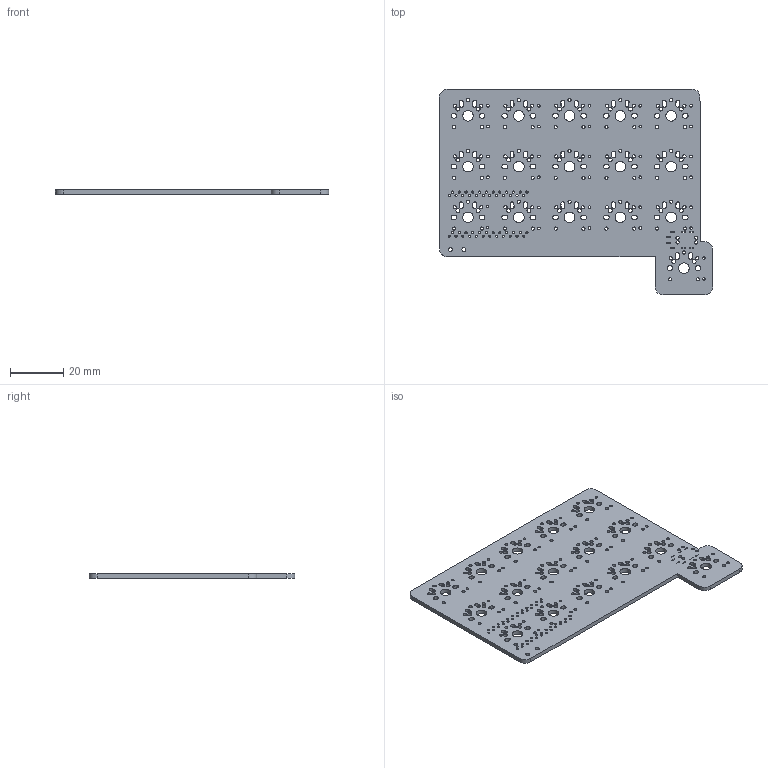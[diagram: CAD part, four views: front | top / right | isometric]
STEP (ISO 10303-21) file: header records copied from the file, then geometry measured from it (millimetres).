
FILE_DESCRIPTION(('KiCad electronic assembly'),'2;1');
FILE_NAME('pcb.step','2021-01-27T22:48:50',('An Author'),('A Company'), 'Open CASCADE STEP processor 6.9','KiCad to STEP converter','Unknown' );
FILE_SCHEMA(('AUTOMOTIVE_DESIGN { 1 0 10303 214 1 1 1 1 }'));
Length unit declared in the file: millimetre
Products named in the file (2): Open CASCADE STEP translator 6.9 1; COMPOUND
Assembly tree (1 placements, depth 2):
  Open CASCADE STEP translator 6.9 1
    COMPOUND
Bounding box: 102.56 x 77.22 x 1.6 mm (x, y, z)
Volume: 9383.6 mm3; surface area: 14444.4 mm2
Topology: 1 solids, 1 shells, 582 faces, 1740 edges, 1160 vertices
Faces by surface type: cylinder 556, plane 26
Full cylindrical faces by diameter (mm): 0.813 x48, 1 x32, 1.2 x84, 1.47 x32, 1.5 x2, 3.988 x16
Entity records: 43671 total; most frequent: CARTESIAN_POINT 7380, DIRECTION 7084, ORIENTED_EDGE 3480, PCURVE 3480, DEFINITIONAL_REPRESENTATION 3480, LINE 2580, VECTOR 2580, CIRCLE 2224
